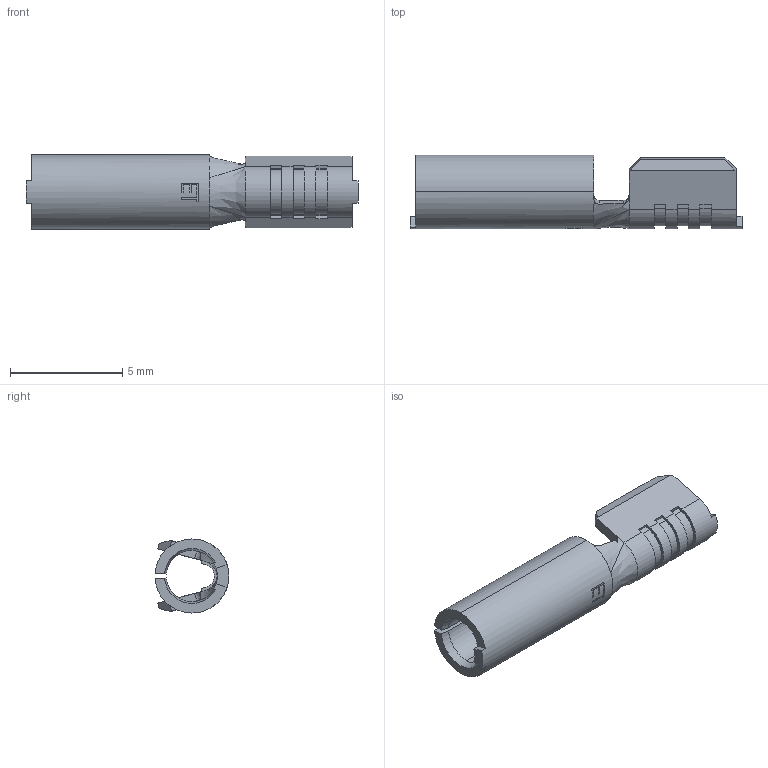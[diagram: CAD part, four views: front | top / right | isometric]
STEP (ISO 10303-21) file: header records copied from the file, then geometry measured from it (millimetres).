
FILE_DESCRIPTION (( 'STEP AP203' ), '1' );
FILE_NAME ('14263.STEP', '2015-02-05T14:07:02', ( '' ), ( '' ), 'SwSTEP 2.0', 'SolidWorks 2014', '' );
FILE_SCHEMA (( 'CONFIG_CONTROL_DESIGN' ));
Length unit declared in the file: inch
Products named in the file (1): 14263
Bounding box: 14.81 x 3.3 x 3.3 mm (x, y, z)
Volume: 52.7 mm3; surface area: 240.7 mm2
Topology: 1 solids, 1 shells, 122 faces, 349 edges, 231 vertices
Faces by surface type: plane 87, cylinder 20, bspline 12, cone 3
Entity records: 4367 total; most frequent: CARTESIAN_POINT 1121, ORIENTED_EDGE 698, DIRECTION 618, EDGE_CURVE 349, LINE 254, VECTOR 254, VERTEX_POINT 231, AXIS2_PLACEMENT_3D 182
